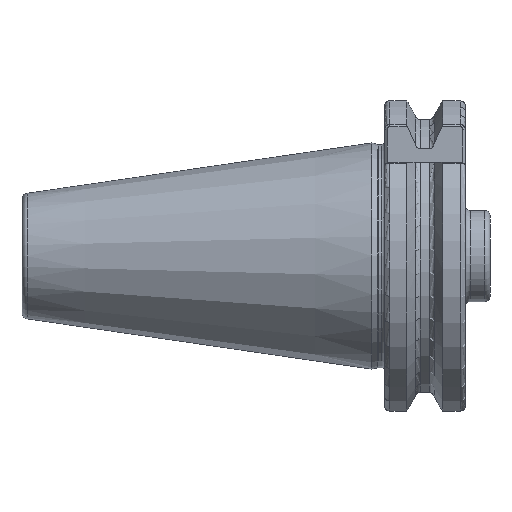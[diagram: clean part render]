
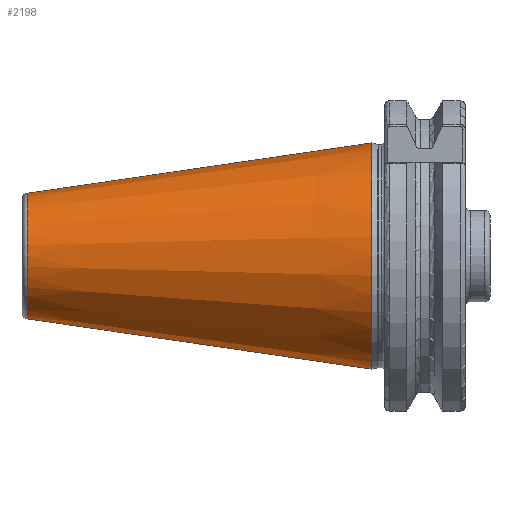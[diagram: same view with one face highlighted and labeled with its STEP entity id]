
A CAD part, front view. The second image highlights one B-rep face of the part: STEP entity #2198.
In plain terms, the highlighted conical face has half-angle 8.297 degrees and reference radius 22.692 mm.
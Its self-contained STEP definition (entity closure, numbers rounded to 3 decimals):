
#1 = VECTOR ( 'NONE', #9034, 1000. ) ;
#136 = CIRCLE ( 'NONE', #2801, 22.327 ) ;
#138 = CIRCLE ( 'NONE', #2790, 12.4 ) ;
#1297 = CARTESIAN_POINT ( 'NONE',  ( -2.5, 0., 0. ) ) ;
#1298 = DIRECTION ( 'NONE',  ( 1., 0., 0. ) ) ;
#1299 = DIRECTION ( 'NONE',  ( 0., 0., -1. ) ) ;
#1306 = CARTESIAN_POINT ( 'NONE',  ( -70.573, 0., 0. ) ) ;
#1307 = DIRECTION ( 'NONE',  ( 1., 0., 0. ) ) ;
#1308 = DIRECTION ( 'NONE',  ( 0., 0., 1. ) ) ;
#2198 = ADVANCED_FACE ( 'NONE', ( #7511 ), #16726, .T. ) ;
#2790 = AXIS2_PLACEMENT_3D ( 'NONE', #1306, #1307, #1308 ) ;
#2801 = AXIS2_PLACEMENT_3D ( 'NONE', #1297, #1298, #1299 ) ;
#2942 = ORIENTED_EDGE ( 'NONE', *, *, #16162, .T. ) ;
#2943 = ORIENTED_EDGE ( 'NONE', *, *, #16160, .F. ) ;
#2944 = ORIENTED_EDGE ( 'NONE', *, *, #9623, .T. ) ;
#2946 = ORIENTED_EDGE ( 'NONE', *, *, #9620, .F. ) ;
#3153 = VERTEX_POINT ( 'NONE', #13580 ) ;
#3154 = VERTEX_POINT ( 'NONE', #13581 ) ;
#3155 = VERTEX_POINT ( 'NONE', #13582 ) ;
#3156 = VERTEX_POINT ( 'NONE', #13583 ) ;
#7505 = AXIS2_PLACEMENT_3D ( 'NONE', #9866, #9867, #9868 ) ;
#7511 = FACE_OUTER_BOUND ( 'NONE', #13306, .T. ) ;
#9026 = LINE ( 'NONE', #9027, #11573 ) ;
#9027 = CARTESIAN_POINT ( 'NONE',  ( 0., 0., 22.692 ) ) ;
#9028 = DIRECTION ( 'NONE',  ( 0.99, 0., 0.144 ) ) ;
#9032 = LINE ( 'NONE', #9033, #1 ) ;
#9033 = CARTESIAN_POINT ( 'NONE',  ( 0., 0., -22.692 ) ) ;
#9034 = DIRECTION ( 'NONE',  ( 0.99, 0., -0.144 ) ) ;
#9620 = EDGE_CURVE ( 'NONE', #3155, #3156, #136, .T. ) ;
#9623 = EDGE_CURVE ( 'NONE', #3153, #3154, #138, .T. ) ;
#9866 = CARTESIAN_POINT ( 'NONE',  ( 0., 0., 0. ) ) ;
#9867 = DIRECTION ( 'NONE',  ( 1., 0., 0. ) ) ;
#9868 = DIRECTION ( 'NONE',  ( 0., 0., -1. ) ) ;
#11573 = VECTOR ( 'NONE', #9028, 1000. ) ;
#13306 = EDGE_LOOP ( 'NONE', ( #2943, #2944, #2942, #2946 ) ) ;
#13580 = CARTESIAN_POINT ( 'NONE',  ( -70.573, 0., 12.4 ) ) ;
#13581 = CARTESIAN_POINT ( 'NONE',  ( -70.573, 0., -12.4 ) ) ;
#13582 = CARTESIAN_POINT ( 'NONE',  ( -2.5, 0., 22.327 ) ) ;
#13583 = CARTESIAN_POINT ( 'NONE',  ( -2.5, 0., -22.327 ) ) ;
#16160 = EDGE_CURVE ( 'NONE', #3153, #3155, #9026, .T. ) ;
#16162 = EDGE_CURVE ( 'NONE', #3154, #3156, #9032, .T. ) ;
#16726 = CONICAL_SURFACE ( 'NONE', #7505, 22.692, 0.145 ) ;
